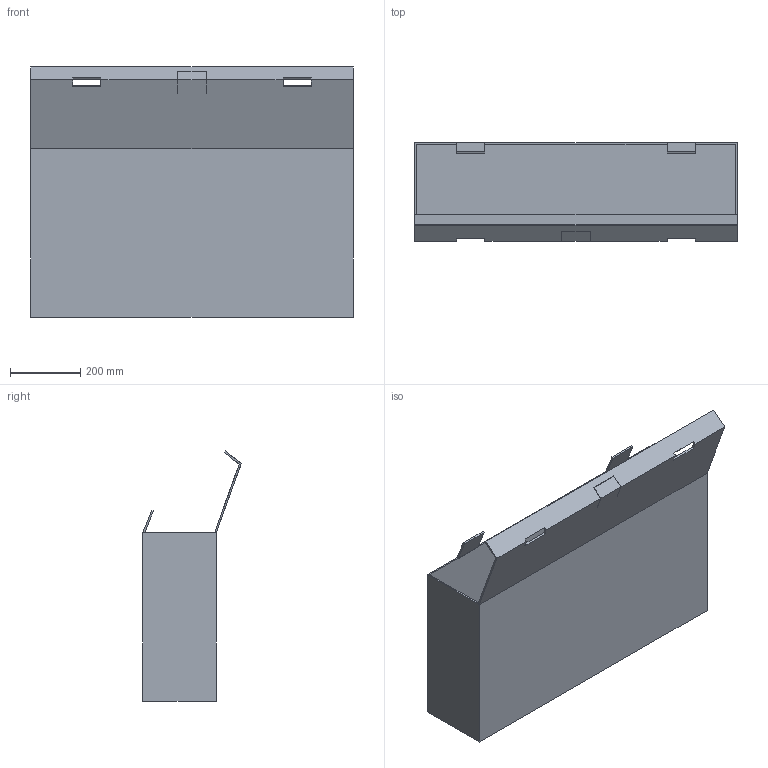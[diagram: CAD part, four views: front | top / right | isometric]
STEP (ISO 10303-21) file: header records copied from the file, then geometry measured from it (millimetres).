
FILE_DESCRIPTION (( 'STEP AP214' ), '1' );
FILE_NAME ('MS001-C.07.002ZB.1.1 MS001-A珆尨ん婦蚾祧眊.step', '2021-08-27T12:19:48', ( '' ), ( '' ), 'SwSTEP 2.0', 'SolidWorks 2016', '' );
FILE_SCHEMA (( 'AUTOMOTIVE_DESIGN' ));
Length unit declared in the file: millimetre
Products named in the file (1): MS001-C.07.002ZB.1.1 MS001-A珆尨ん婦蚾祧眊
Bounding box: 920 x 281.28 x 713.97 mm (x, y, z)
Volume: 7536056.3 mm3; surface area: 3044223.5 mm2
Topology: 3 solids, 3 shells, 48 faces, 142 edges, 94 vertices
Faces by surface type: plane 48
Entity records: 1634 total; most frequent: CARTESIAN_POINT 285, ORIENTED_EDGE 284, DIRECTION 240, VECTOR 142, LINE 142, EDGE_CURVE 142, VERTEX_POINT 94, AXIS2_PLACEMENT_3D 49
